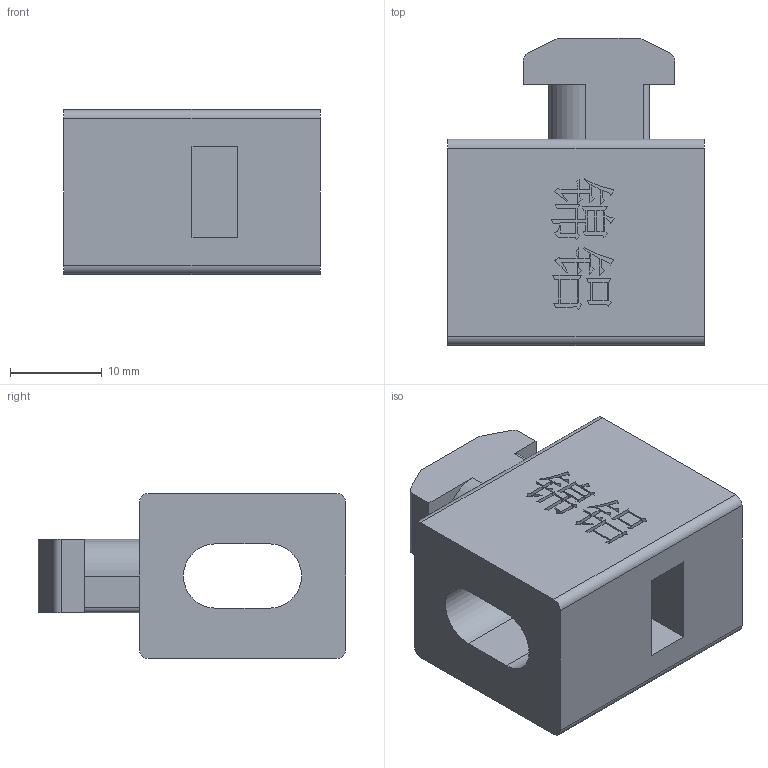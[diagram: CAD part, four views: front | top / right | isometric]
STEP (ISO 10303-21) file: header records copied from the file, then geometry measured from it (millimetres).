
FILE_DESCRIPTION (( 'STEP AP203' ), '1' );
FILE_NAME ('45芵隴潔路蟀諉輸.STEP', '2019-07-25T03:44:23', ( 'admin' ), ( '' ), 'SwSTEP 2.0', 'SolidWorks 2017', '' );
FILE_SCHEMA (( 'CONFIG_CONTROL_DESIGN' ));
Length unit declared in the file: millimetre
Products named in the file (1): 45芵隴潔路蟀諉輸
Bounding box: 28 x 33.5 x 18 mm (x, y, z)
Volume: 9560.8 mm3; surface area: 4675.2 mm2
Topology: 1 solids, 1 shells, 196 faces, 549 edges, 366 vertices
Faces by surface type: plane 152, bspline 28, cylinder 16
Entity records: 7202 total; most frequent: CARTESIAN_POINT 2220, ORIENTED_EDGE 1098, DIRECTION 863, EDGE_CURVE 549, VECTOR 461, LINE 461, VERTEX_POINT 366, EDGE_LOOP 211
